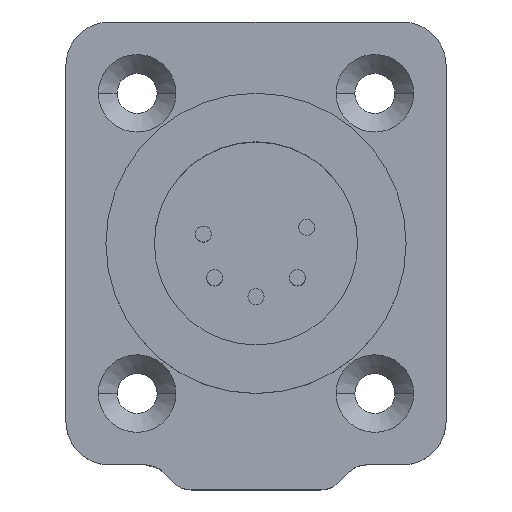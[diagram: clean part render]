
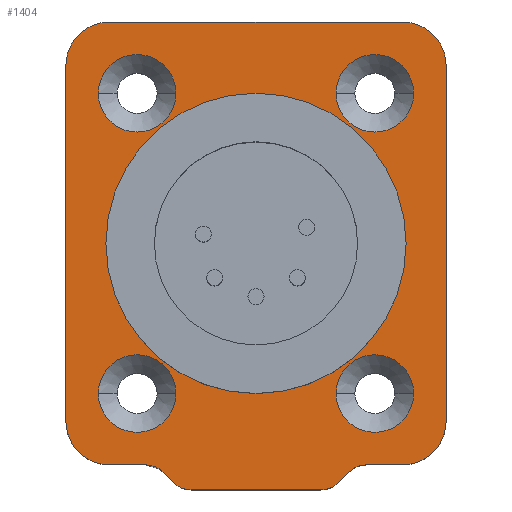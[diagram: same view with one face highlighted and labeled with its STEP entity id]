
A CAD part, top view. The second image highlights one B-rep face of the part: STEP entity #1404.
In plain terms, the highlighted planar face has unit normal (0, 0, 1).
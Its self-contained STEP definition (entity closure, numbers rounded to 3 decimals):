
#98=CARTESIAN_POINT('',(-11.7,14.2,5.6));
#99=DIRECTION('',(0.,0.,1.));
#100=DIRECTION('',(0.,1.,0.));
#101=AXIS2_PLACEMENT_3D('',#98,#99,#100);
#103=DIRECTION('',(-1.,0.,0.));
#104=VECTOR('',#103,23.4);
#105=CARTESIAN_POINT('',(11.7,17.7,5.6));
#106=LINE('',#105,#104);
#107=CARTESIAN_POINT('',(11.7,14.2,5.6));
#108=DIRECTION('',(0.,0.,1.));
#109=DIRECTION('',(1.,0.,0.));
#110=AXIS2_PLACEMENT_3D('',#107,#108,#109);
#112=DIRECTION('',(0.,1.,0.));
#113=VECTOR('',#112,28.4);
#114=CARTESIAN_POINT('',(15.2,-14.2,5.6));
#115=LINE('',#114,#113);
#116=CARTESIAN_POINT('',(11.7,-14.2,5.6));
#117=DIRECTION('',(0.,0.,1.));
#118=DIRECTION('',(0.,-1.,0.));
#119=AXIS2_PLACEMENT_3D('',#116,#117,#118);
#121=DIRECTION('',(1.,0.,0.));
#122=VECTOR('',#121,2.888);
#123=CARTESIAN_POINT('',(8.812,-17.7,5.6));
#124=LINE('',#123,#122);
#125=CARTESIAN_POINT('',(7.426,-18.274,5.6));
#126=CARTESIAN_POINT('',(7.517,-18.183,5.6));
#127=CARTESIAN_POINT('',(7.716,-18.019,5.6));
#128=CARTESIAN_POINT('',(8.057,-17.837,5.6));
#129=CARTESIAN_POINT('',(8.427,-17.725,5.6));
#130=CARTESIAN_POINT('',(8.684,-17.7,5.6));
#131=CARTESIAN_POINT('',(8.812,-17.7,5.6));
#133=DIRECTION('',(0.707,0.707,0.));
#134=VECTOR('',#133,1.205);
#135=CARTESIAN_POINT('',(6.574,-19.126,5.6));
#136=LINE('',#135,#134);
#137=CARTESIAN_POINT('',(5.187,-19.7,5.6));
#138=CARTESIAN_POINT('',(5.444,-19.7,5.6));
#139=CARTESIAN_POINT('',(5.957,-19.598,5.6));
#140=CARTESIAN_POINT('',(6.392,-19.308,5.6));
#141=CARTESIAN_POINT('',(6.574,-19.126,5.6));
#143=DIRECTION('',(1.,0.,0.));
#144=VECTOR('',#143,10.375);
#145=CARTESIAN_POINT('',(-5.188,-19.7,5.6));
#146=LINE('',#145,#144);
#147=CARTESIAN_POINT('',(-6.574,-19.126,5.6));
#148=CARTESIAN_POINT('',(-6.392,-19.308,5.6));
#149=CARTESIAN_POINT('',(-5.958,-19.598,5.6));
#150=CARTESIAN_POINT('',(-5.445,-19.7,5.6));
#151=CARTESIAN_POINT('',(-5.188,-19.7,5.6));
#153=DIRECTION('',(0.707,-0.707,0.));
#154=VECTOR('',#153,1.205);
#155=CARTESIAN_POINT('',(-7.426,-18.274,5.6));
#156=LINE('',#155,#154);
#157=CARTESIAN_POINT('',(-8.812,-17.7,5.6));
#158=CARTESIAN_POINT('',(-8.684,-17.7,5.6));
#159=CARTESIAN_POINT('',(-8.427,-17.725,5.6));
#160=CARTESIAN_POINT('',(-8.057,-17.837,5.6));
#161=CARTESIAN_POINT('',(-7.716,-18.019,5.6));
#162=CARTESIAN_POINT('',(-7.517,-18.183,5.6));
#163=CARTESIAN_POINT('',(-7.426,-18.274,5.6));
#165=DIRECTION('',(1.,0.,0.));
#166=VECTOR('',#165,2.888);
#167=CARTESIAN_POINT('',(-11.7,-17.7,5.6));
#168=LINE('',#167,#166);
#169=CARTESIAN_POINT('',(-11.7,-14.2,5.6));
#170=DIRECTION('',(0.,0.,1.));
#171=DIRECTION('',(-1.,0.,0.));
#172=AXIS2_PLACEMENT_3D('',#169,#170,#171);
#174=DIRECTION('',(0.,-1.,0.));
#175=VECTOR('',#174,28.4);
#176=CARTESIAN_POINT('',(-15.2,14.2,5.6));
#177=LINE('',#176,#175);
#178=CARTESIAN_POINT('',(-9.5,12.,5.6));
#179=DIRECTION('',(0.,0.,-1.));
#180=DIRECTION('',(1.,0.,0.));
#181=AXIS2_PLACEMENT_3D('',#178,#179,#180);
#183=CARTESIAN_POINT('',(-9.5,12.,5.6));
#184=DIRECTION('',(0.,0.,-1.));
#185=DIRECTION('',(-1.,0.,0.));
#186=AXIS2_PLACEMENT_3D('',#183,#184,#185);
#188=CARTESIAN_POINT('',(9.5,12.,5.6));
#189=DIRECTION('',(0.,0.,-1.));
#190=DIRECTION('',(1.,0.,0.));
#191=AXIS2_PLACEMENT_3D('',#188,#189,#190);
#193=CARTESIAN_POINT('',(9.5,12.,5.6));
#194=DIRECTION('',(0.,0.,-1.));
#195=DIRECTION('',(-1.,0.,0.));
#196=AXIS2_PLACEMENT_3D('',#193,#194,#195);
#198=CARTESIAN_POINT('',(-9.5,-12.,5.6));
#199=DIRECTION('',(0.,0.,-1.));
#200=DIRECTION('',(1.,0.,0.));
#201=AXIS2_PLACEMENT_3D('',#198,#199,#200);
#203=CARTESIAN_POINT('',(-9.5,-12.,5.6));
#204=DIRECTION('',(0.,0.,-1.));
#205=DIRECTION('',(-1.,0.,0.));
#206=AXIS2_PLACEMENT_3D('',#203,#204,#205);
#208=CARTESIAN_POINT('',(9.5,-12.,5.6));
#209=DIRECTION('',(0.,0.,-1.));
#210=DIRECTION('',(1.,0.,0.));
#211=AXIS2_PLACEMENT_3D('',#208,#209,#210);
#213=CARTESIAN_POINT('',(9.5,-12.,5.6));
#214=DIRECTION('',(0.,0.,-1.));
#215=DIRECTION('',(-1.,0.,0.));
#216=AXIS2_PLACEMENT_3D('',#213,#214,#215);
#218=CARTESIAN_POINT('',(0.,0.,5.6));
#219=DIRECTION('',(0.,0.,1.));
#220=DIRECTION('',(1.,0.,0.));
#221=AXIS2_PLACEMENT_3D('',#218,#219,#220);
#223=CARTESIAN_POINT('',(0.,0.,5.6));
#224=DIRECTION('',(0.,0.,1.));
#225=DIRECTION('',(-1.,0.,0.));
#226=AXIS2_PLACEMENT_3D('',#223,#224,#225);
#957=CARTESIAN_POINT('',(-11.7,17.7,5.6));
#958=CARTESIAN_POINT('',(-15.2,14.2,5.6));
#959=VERTEX_POINT('',#957);
#960=VERTEX_POINT('',#958);
#961=CARTESIAN_POINT('',(-15.2,-14.2,5.6));
#962=VERTEX_POINT('',#961);
#963=CARTESIAN_POINT('',(-11.7,-17.7,5.6));
#964=VERTEX_POINT('',#963);
#965=CARTESIAN_POINT('',(-8.812,-17.7,5.6));
#966=VERTEX_POINT('',#965);
#967=VERTEX_POINT('',#163);
#968=CARTESIAN_POINT('',(-6.574,-19.126,5.6));
#969=VERTEX_POINT('',#968);
#970=VERTEX_POINT('',#151);
#971=CARTESIAN_POINT('',(5.187,-19.7,5.6));
#972=VERTEX_POINT('',#971);
#973=VERTEX_POINT('',#141);
#974=CARTESIAN_POINT('',(7.426,-18.274,5.6));
#975=VERTEX_POINT('',#974);
#976=VERTEX_POINT('',#131);
#977=CARTESIAN_POINT('',(11.7,-17.7,5.6));
#978=VERTEX_POINT('',#977);
#979=CARTESIAN_POINT('',(15.2,-14.2,5.6));
#980=VERTEX_POINT('',#979);
#981=CARTESIAN_POINT('',(15.2,14.2,5.6));
#982=VERTEX_POINT('',#981);
#983=CARTESIAN_POINT('',(11.7,17.7,5.6));
#984=VERTEX_POINT('',#983);
#985=CARTESIAN_POINT('',(-6.4,12.,5.6));
#986=CARTESIAN_POINT('',(-12.6,12.,5.6));
#987=VERTEX_POINT('',#985);
#988=VERTEX_POINT('',#986);
#993=CARTESIAN_POINT('',(12.6,12.,5.6));
#994=CARTESIAN_POINT('',(6.4,12.,5.6));
#995=VERTEX_POINT('',#993);
#996=VERTEX_POINT('',#994);
#1001=CARTESIAN_POINT('',(-6.4,-12.,5.6));
#1002=CARTESIAN_POINT('',(-12.6,-12.,5.6));
#1003=VERTEX_POINT('',#1001);
#1004=VERTEX_POINT('',#1002);
#1009=CARTESIAN_POINT('',(12.6,-12.,5.6));
#1010=CARTESIAN_POINT('',(6.4,-12.,5.6));
#1011=VERTEX_POINT('',#1009);
#1012=VERTEX_POINT('',#1010);
#1109=CARTESIAN_POINT('',(12.,0.,5.6));
#1110=CARTESIAN_POINT('',(-12.,0.,5.6));
#1111=VERTEX_POINT('',#1109);
#1112=VERTEX_POINT('',#1110);
#1336=CARTESIAN_POINT('',(0.,0.,5.6));
#1337=DIRECTION('',(0.,0.,1.));
#1338=DIRECTION('',(1.,0.,0.));
#1339=AXIS2_PLACEMENT_3D('',#1336,#1337,#1338);
#1340=PLANE('',#1339);
#1342=ORIENTED_EDGE('',*,*,#1341,.F.);
#1344=ORIENTED_EDGE('',*,*,#1343,.F.);
#1346=ORIENTED_EDGE('',*,*,#1345,.F.);
#1348=ORIENTED_EDGE('',*,*,#1347,.F.);
#1350=ORIENTED_EDGE('',*,*,#1349,.F.);
#1352=ORIENTED_EDGE('',*,*,#1351,.F.);
#1354=ORIENTED_EDGE('',*,*,#1353,.F.);
#1356=ORIENTED_EDGE('',*,*,#1355,.F.);
#1358=ORIENTED_EDGE('',*,*,#1357,.F.);
#1360=ORIENTED_EDGE('',*,*,#1359,.F.);
#1362=ORIENTED_EDGE('',*,*,#1361,.F.);
#1364=ORIENTED_EDGE('',*,*,#1363,.F.);
#1366=ORIENTED_EDGE('',*,*,#1365,.F.);
#1368=ORIENTED_EDGE('',*,*,#1367,.F.);
#1370=ORIENTED_EDGE('',*,*,#1369,.F.);
#1372=ORIENTED_EDGE('',*,*,#1371,.F.);
#1373=EDGE_LOOP('',(#1342,#1344,#1346,#1348,#1350,#1352,#1354,#1356,#1358,#1360,
#1362,#1364,#1366,#1368,#1370,#1372));
#1374=FACE_OUTER_BOUND('',#1373,.F.);
#1376=ORIENTED_EDGE('',*,*,#1375,.F.);
#1378=ORIENTED_EDGE('',*,*,#1377,.F.);
#1379=EDGE_LOOP('',(#1376,#1378));
#1380=FACE_BOUND('',#1379,.F.);
#1382=ORIENTED_EDGE('',*,*,#1381,.F.);
#1384=ORIENTED_EDGE('',*,*,#1383,.F.);
#1385=EDGE_LOOP('',(#1382,#1384));
#1386=FACE_BOUND('',#1385,.F.);
#1388=ORIENTED_EDGE('',*,*,#1387,.F.);
#1390=ORIENTED_EDGE('',*,*,#1389,.F.);
#1391=EDGE_LOOP('',(#1388,#1390));
#1392=FACE_BOUND('',#1391,.F.);
#1394=ORIENTED_EDGE('',*,*,#1393,.F.);
#1396=ORIENTED_EDGE('',*,*,#1395,.F.);
#1397=EDGE_LOOP('',(#1394,#1396));
#1398=FACE_BOUND('',#1397,.F.);
#1399=ORIENTED_EDGE('',*,*,#1267,.T.);
#1401=ORIENTED_EDGE('',*,*,#1400,.T.);
#1402=EDGE_LOOP('',(#1399,#1401));
#1403=FACE_BOUND('',#1402,.F.);
#1404=ADVANCED_FACE('',(#1374,#1380,#1386,#1392,#1398,#1403),#1340,.T.);
#102=CIRCLE('',#101,3.5);
#111=CIRCLE('',#110,3.5);
#120=CIRCLE('',#119,3.5);
#132=B_SPLINE_CURVE_WITH_KNOTS('',3,(#125,#126,#127,#128,#129,#130,#131),
.UNSPECIFIED.,.F.,.F.,(4,1,1,1,4),(0.,0.25,0.5,
0.75,1.),.UNSPECIFIED.);
#142=B_SPLINE_CURVE_WITH_KNOTS('',3,(#137,#138,#139,#140,#141),.UNSPECIFIED.,
.F.,.F.,(4,1,4),(0.,0.5,1.),.UNSPECIFIED.);
#152=B_SPLINE_CURVE_WITH_KNOTS('',3,(#147,#148,#149,#150,#151),.UNSPECIFIED.,
.F.,.F.,(4,1,4),(0.,0.5,1.),.UNSPECIFIED.);
#164=B_SPLINE_CURVE_WITH_KNOTS('',3,(#157,#158,#159,#160,#161,#162,#163),
.UNSPECIFIED.,.F.,.F.,(4,1,1,1,4),(0.,0.25,0.5,
0.75,1.),.UNSPECIFIED.);
#173=CIRCLE('',#172,3.5);
#182=CIRCLE('',#181,3.1);
#187=CIRCLE('',#186,3.1);
#192=CIRCLE('',#191,3.1);
#197=CIRCLE('',#196,3.1);
#202=CIRCLE('',#201,3.1);
#207=CIRCLE('',#206,3.1);
#212=CIRCLE('',#211,3.1);
#217=CIRCLE('',#216,3.1);
#222=CIRCLE('',#221,12.);
#227=CIRCLE('',#226,12.);
#1267=EDGE_CURVE('',#1111,#1112,#222,.T.);
#1341=EDGE_CURVE('',#959,#960,#102,.T.);
#1343=EDGE_CURVE('',#984,#959,#106,.T.);
#1345=EDGE_CURVE('',#982,#984,#111,.T.);
#1347=EDGE_CURVE('',#980,#982,#115,.T.);
#1349=EDGE_CURVE('',#978,#980,#120,.T.);
#1351=EDGE_CURVE('',#976,#978,#124,.T.);
#1353=EDGE_CURVE('',#975,#976,#132,.T.);
#1355=EDGE_CURVE('',#973,#975,#136,.T.);
#1357=EDGE_CURVE('',#972,#973,#142,.T.);
#1359=EDGE_CURVE('',#970,#972,#146,.T.);
#1361=EDGE_CURVE('',#969,#970,#152,.T.);
#1363=EDGE_CURVE('',#967,#969,#156,.T.);
#1365=EDGE_CURVE('',#966,#967,#164,.T.);
#1367=EDGE_CURVE('',#964,#966,#168,.T.);
#1369=EDGE_CURVE('',#962,#964,#173,.T.);
#1371=EDGE_CURVE('',#960,#962,#177,.T.);
#1375=EDGE_CURVE('',#987,#988,#182,.T.);
#1377=EDGE_CURVE('',#988,#987,#187,.T.);
#1381=EDGE_CURVE('',#995,#996,#192,.T.);
#1383=EDGE_CURVE('',#996,#995,#197,.T.);
#1387=EDGE_CURVE('',#1003,#1004,#202,.T.);
#1389=EDGE_CURVE('',#1004,#1003,#207,.T.);
#1393=EDGE_CURVE('',#1011,#1012,#212,.T.);
#1395=EDGE_CURVE('',#1012,#1011,#217,.T.);
#1400=EDGE_CURVE('',#1112,#1111,#227,.T.);
